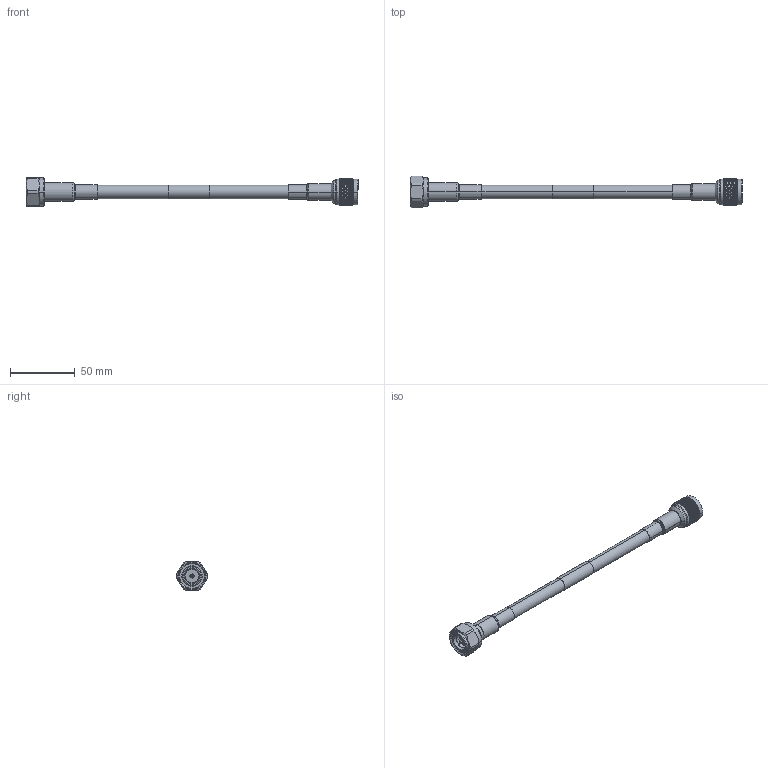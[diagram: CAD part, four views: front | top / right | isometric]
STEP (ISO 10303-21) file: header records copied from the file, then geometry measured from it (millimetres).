
FILE_DESCRIPTION (( 'STEP AP214' ), '1' );
FILE_NAME ('FMCA100291_3D.step', '2025-02-11T17:20:40', ( '' ), ( '' ), 'SwSTEP 2.0', 'SolidWorks 2022', '' );
FILE_SCHEMA (( 'AUTOMOTIVE_DESIGN' ));
Length unit declared in the file: inch
Products named in the file (8): PE4550^FMCA100291; Copy of TC-400-4310M-X_c-comtact^TC-400-4310M-X_FMCA100291; FMCA100291_3D; Copy of TC-400-4310M-X_insulator^TC-400-4310M-X_FMCA100291; Copy of TC-400-4310M-X_ferrule^TC-400-4310M-X_FMCA100291; LMR-400-UF^FMCA100291; TC-400-4310M-X^FMCA100291; Copy of TC-400-4310M-X_body^TC-400-4310M-X_FMCA100291
Assembly tree (7 placements, depth 3):
  FMCA100291_3D
    LMR-400-UF^FMCA100291
    TC-400-4310M-X^FMCA100291
      Copy of TC-400-4310M-X_body^TC-400-4310M-X_FMCA100291
      Copy of TC-400-4310M-X_c-comtact^TC-400-4310M-X_FMCA100291
      Copy of TC-400-4310M-X_insulator^TC-400-4310M-X_FMCA100291
      Copy of TC-400-4310M-X_ferrule^TC-400-4310M-X_FMCA100291
    PE4550^FMCA100291
Bounding box: 256.41 x 24.48 x 22 mm (x, y, z)
Volume: 29108.7 mm3; surface area: 23452.9 mm2
Topology: 9 solids, 9 shells, 2964 faces, 6211 edges, 3286 vertices
Faces by surface type: bspline 2163, cylinder 600, cone 109, plane 64, torus 28
Entity records: 110588 total; most frequent: CARTESIAN_POINT 70370, ORIENTED_EDGE 12418, EDGE_CURVE 6209, VERTEX_POINT 3286, EDGE_LOOP 2999, ADVANCED_FACE 2964, FACE_OUTER_BOUND 2964, DIRECTION 2870
